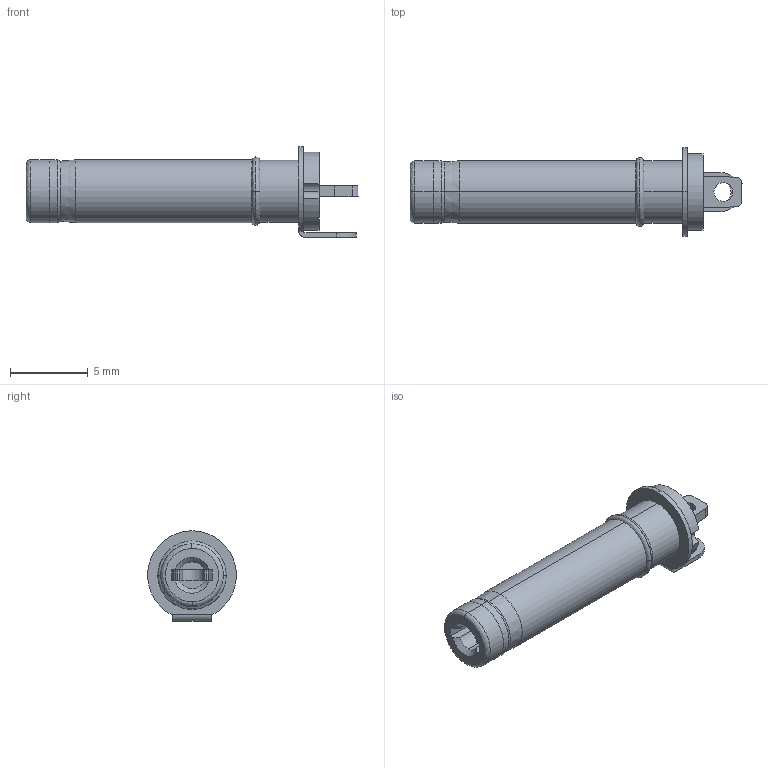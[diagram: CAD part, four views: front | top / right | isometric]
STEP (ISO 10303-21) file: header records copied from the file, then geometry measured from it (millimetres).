
FILE_DESCRIPTION (( 'STEP AP203' ), '1' );
FILE_NAME ('50-00621_revA.STEP', '2019-04-17T18:42:41', ( '' ), ( '' ), 'SwSTEP 2.0', 'SolidWorks 2015', '' );
FILE_SCHEMA (( 'CONFIG_CONTROL_DESIGN' ));
Length unit declared in the file: millimetre
Products named in the file (5): 50-00621 center terminal; 50-00621_revA; 50-00621 ground terminal; 50-00621 shell; 50-00621 insulator
Assembly tree (4 placements, depth 2):
  50-00621_revA
    50-00621 insulator
    50-00621 ground terminal
    50-00621 center terminal
    50-00621 shell
Bounding box: 21.3 x 5.69 x 5.8 mm (x, y, z)
Volume: 226 mm3; surface area: 937 mm2
Topology: 4 solids, 4 shells, 147 faces, 401 edges, 266 vertices
Faces by surface type: cylinder 73, plane 62, bspline 6, cone 6
Entity records: 5430 total; most frequent: CARTESIAN_POINT 1047, DIRECTION 851, ORIENTED_EDGE 802, EDGE_CURVE 401, AXIS2_PLACEMENT_3D 314, VERTEX_POINT 266, VECTOR 223, LINE 223
